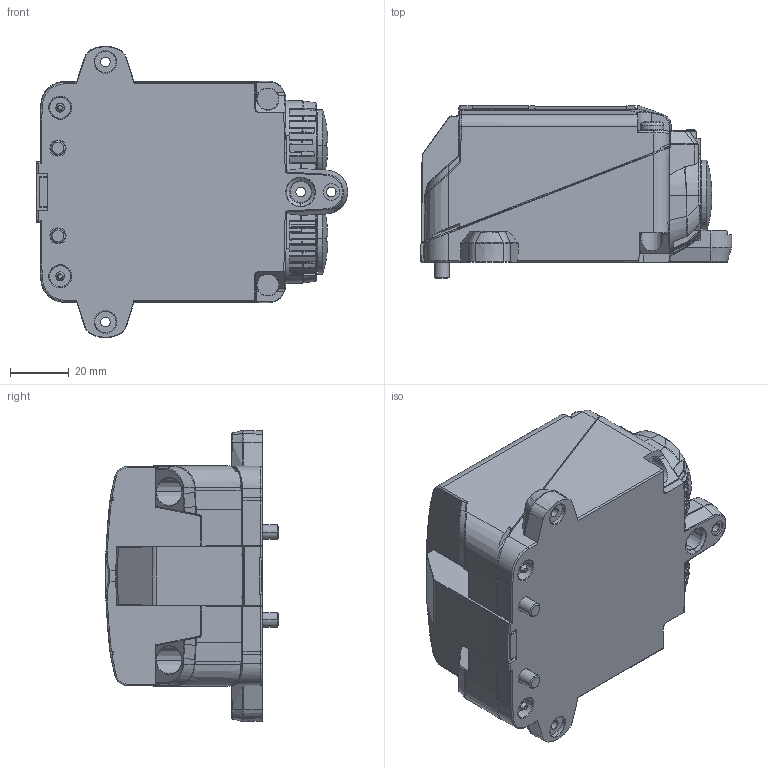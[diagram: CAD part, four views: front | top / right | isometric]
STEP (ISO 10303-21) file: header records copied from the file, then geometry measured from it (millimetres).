
FILE_DESCRIPTION((''),'2;1');
FILE_NAME('DM_CAD-1961_GEHAEUSE_F31K2_ASM','2014-08-11T',('Creinig-se'),(''),'PRO/ENGINEER BY PARAMETRIC TECHNOLOGY CORPORATION, 2013050','PRO/ENGINEER BY PARAMETRIC TECHNOLOGY CORPORATION, 2013050','');
FILE_SCHEMA(('CONFIG_CONTROL_DESIGN'));
Products named in the file (6): DM_CAD-1961_GEHAEUSEBODEN_B13; DM_CAD-1961_DICHTUNG; DM_CAD-1961_ACTUATOR_SCREW; DM_CAD-1961_BLIND_PLUG_M20; DM_CAD-1961_GEHAUSED_SCHRUMPFV; DM_CAD-1961_GEHAEUSE_F31K2_ASM
Assembly tree (7 placements, depth 2):
  DM_CAD-1961_GEHAEUSE_F31K2_ASM
    DM_CAD-1961_GEHAEUSEBODEN_B13
    DM_CAD-1961_DICHTUNG
    DM_CAD-1961_ACTUATOR_SCREW  x2
    DM_CAD-1961_BLIND_PLUG_M20  x2
    DM_CAD-1961_GEHAUSED_SCHRUMPFV
Bounding box: 106.3 x 58.97 x 99.49 mm (x, y, z)
Volume: 339545.3 mm3; surface area: 59964.4 mm2
Topology: 7 solids, 14 shells, 1790 faces, 4675 edges, 2992 vertices
Faces by surface type: bspline 486, plane 476, cylinder 471, torus 198, cone 113, sphere 29, extrusion 17
Entity records: 87413 total; most frequent: CARTESIAN_POINT 36836, ORIENTED_EDGE 8574, DIRECTION 6497, EDGE_CURVE 4287, PRESENTATION_STYLE_ASSIGNMENT 3676, STYLED_ITEM 3676, CURVE_STYLE 3204, VERTEX_POINT 2652
